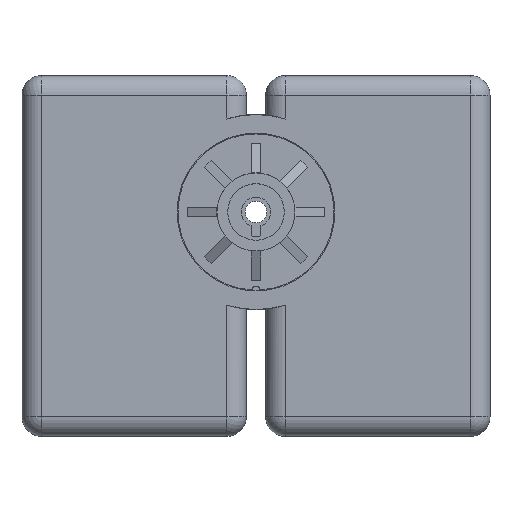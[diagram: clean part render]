
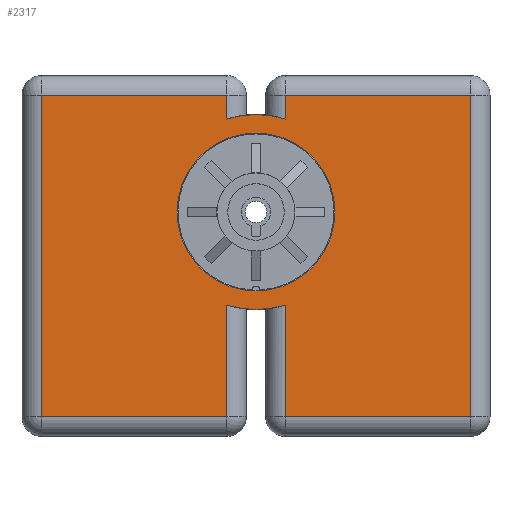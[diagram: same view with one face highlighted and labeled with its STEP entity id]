
A CAD part, top view. The second image highlights one B-rep face of the part: STEP entity #2317.
In plain terms, the highlighted planar face has unit normal (0, 0, 1).
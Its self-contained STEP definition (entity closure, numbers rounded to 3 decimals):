
#68=FACE_BOUND('',#459,.T.);
#146=PLANE('',#2608);
#290=FACE_OUTER_BOUND('',#458,.T.);
#458=EDGE_LOOP('',(#2104,#2105,#2106,#2107,#2108,#2109,#2110,#2111,#2112,
#2113,#2114,#2115));
#459=EDGE_LOOP('',(#2116));
#599=LINE('',#4108,#778);
#603=LINE('',#4124,#782);
#607=LINE('',#4140,#786);
#611=LINE('',#4156,#790);
#614=LINE('',#4172,#793);
#622=LINE('',#4205,#801);
#626=LINE('',#4218,#805);
#630=LINE('',#4231,#809);
#634=LINE('',#4244,#813);
#637=LINE('',#4248,#816);
#778=VECTOR('',#3181,10.);
#782=VECTOR('',#3199,10.);
#786=VECTOR('',#3217,10.);
#790=VECTOR('',#3235,10.);
#793=VECTOR('',#3240,10.);
#801=VECTOR('',#3268,10.);
#805=VECTOR('',#3284,10.);
#809=VECTOR('',#3300,10.);
#813=VECTOR('',#3316,10.);
#816=VECTOR('',#3321,10.);
#903=CIRCLE('',#2494,10.);
#927=CIRCLE('',#2539,8.1);
#957=CIRCLE('',#2605,10.);
#1093=VERTEX_POINT('',#3977);
#1094=VERTEX_POINT('',#3988);
#1123=VERTEX_POINT('',#4088);
#1126=VERTEX_POINT('',#4096);
#1131=VERTEX_POINT('',#4112);
#1136=VERTEX_POINT('',#4128);
#1141=VERTEX_POINT('',#4144);
#1145=VERTEX_POINT('',#4159);
#1148=VERTEX_POINT('',#4184);
#1151=VERTEX_POINT('',#4194);
#1153=VERTEX_POINT('',#4209);
#1156=VERTEX_POINT('',#4222);
#1159=VERTEX_POINT('',#4235);
#1365=EDGE_CURVE('',#1094,#1093,#903,.T.);
#1406=EDGE_CURVE('',#1123,#1123,#927,.T.);
#1415=EDGE_CURVE('',#1094,#1126,#599,.T.);
#1423=EDGE_CURVE('',#1126,#1131,#603,.T.);
#1431=EDGE_CURVE('',#1131,#1136,#607,.T.);
#1439=EDGE_CURVE('',#1136,#1141,#611,.T.);
#1443=EDGE_CURVE('',#1141,#1145,#614,.T.);
#1455=EDGE_CURVE('',#1151,#1148,#622,.T.);
#1462=EDGE_CURVE('',#1148,#1153,#626,.T.);
#1469=EDGE_CURVE('',#1153,#1156,#630,.T.);
#1476=EDGE_CURVE('',#1156,#1159,#634,.T.);
#1479=EDGE_CURVE('',#1159,#1093,#637,.T.);
#1480=EDGE_CURVE('',#1151,#1145,#957,.T.);
#2104=ORIENTED_EDGE('',*,*,#1365,.T.);
#2105=ORIENTED_EDGE('',*,*,#1479,.F.);
#2106=ORIENTED_EDGE('',*,*,#1476,.F.);
#2107=ORIENTED_EDGE('',*,*,#1469,.F.);
#2108=ORIENTED_EDGE('',*,*,#1462,.F.);
#2109=ORIENTED_EDGE('',*,*,#1455,.F.);
#2110=ORIENTED_EDGE('',*,*,#1480,.T.);
#2111=ORIENTED_EDGE('',*,*,#1443,.F.);
#2112=ORIENTED_EDGE('',*,*,#1439,.F.);
#2113=ORIENTED_EDGE('',*,*,#1431,.F.);
#2114=ORIENTED_EDGE('',*,*,#1423,.F.);
#2115=ORIENTED_EDGE('',*,*,#1415,.F.);
#2116=ORIENTED_EDGE('',*,*,#1406,.T.);
#2317=ADVANCED_FACE('',(#290,#68),#146,.T.);
#2494=AXIS2_PLACEMENT_3D('',#3989,#3052,#3053);
#2539=AXIS2_PLACEMENT_3D('',#4089,#3158,#3159);
#2605=AXIS2_PLACEMENT_3D('',#4254,#3332,#3333);
#2608=AXIS2_PLACEMENT_3D('',#4259,#3340,#3341);
#3052=DIRECTION('center_axis',(0.,0.,1.));
#3053=DIRECTION('ref_axis',(1.,0.,0.));
#3158=DIRECTION('center_axis',(0.,0.,-1.));
#3159=DIRECTION('ref_axis',(-1.,0.,0.));
#3181=DIRECTION('',(0.,-1.,0.));
#3199=DIRECTION('',(-1.,0.,0.));
#3217=DIRECTION('',(0.,1.,0.));
#3235=DIRECTION('',(1.,0.,0.));
#3240=DIRECTION('',(0.,-1.,0.));
#3268=DIRECTION('',(0.,1.,0.));
#3284=DIRECTION('',(1.,0.,0.));
#3300=DIRECTION('',(0.,-1.,0.));
#3316=DIRECTION('',(-1.,0.,0.));
#3321=DIRECTION('',(0.,1.,0.));
#3332=DIRECTION('center_axis',(0.,0.,1.));
#3333=DIRECTION('ref_axis',(1.,0.,0.));
#3340=DIRECTION('center_axis',(0.,0.,1.));
#3341=DIRECTION('ref_axis',(1.,0.,0.));
#3977=CARTESIAN_POINT('',(3.,-9.539,8.2));
#3988=CARTESIAN_POINT('',(-3.,-9.539,8.2));
#3989=CARTESIAN_POINT('Origin',(0.,0.,8.2));
#4088=CARTESIAN_POINT('',(8.1,0.006,8.2));
#4089=CARTESIAN_POINT('Origin',(0.,0.006,
8.2));
#4096=CARTESIAN_POINT('',(-3.,-21.,8.2));
#4108=CARTESIAN_POINT('',(-3.,-13.75,8.2));
#4112=CARTESIAN_POINT('',(-22.,-21.,8.2));
#4124=CARTESIAN_POINT('',(-12.,-21.,8.2));
#4128=CARTESIAN_POINT('',(-22.,12.,8.2));
#4140=CARTESIAN_POINT('',(-22.,4.75,8.2));
#4144=CARTESIAN_POINT('',(-3.,12.,8.2));
#4156=CARTESIAN_POINT('',(-0.5,12.,8.2));
#4159=CARTESIAN_POINT('',(-3.,9.539,8.2));
#4172=CARTESIAN_POINT('',(-3.,2.725,8.2));
#4184=CARTESIAN_POINT('',(3.,12.,8.2));
#4194=CARTESIAN_POINT('',(3.,9.539,8.2));
#4205=CARTESIAN_POINT('',(3.,4.75,8.2));
#4209=CARTESIAN_POINT('',(22.,12.,8.2));
#4218=CARTESIAN_POINT('',(12.,12.,8.2));
#4222=CARTESIAN_POINT('',(22.,-21.,8.2));
#4231=CARTESIAN_POINT('',(22.,-13.75,8.2));
#4235=CARTESIAN_POINT('',(3.,-21.,8.2));
#4244=CARTESIAN_POINT('',(0.5,-21.,8.2));
#4248=CARTESIAN_POINT('',(3.,-7.225,8.2));
#4254=CARTESIAN_POINT('Origin',(0.,0.,8.2));
#4259=CARTESIAN_POINT('Origin',(0.,-4.5,8.2));
